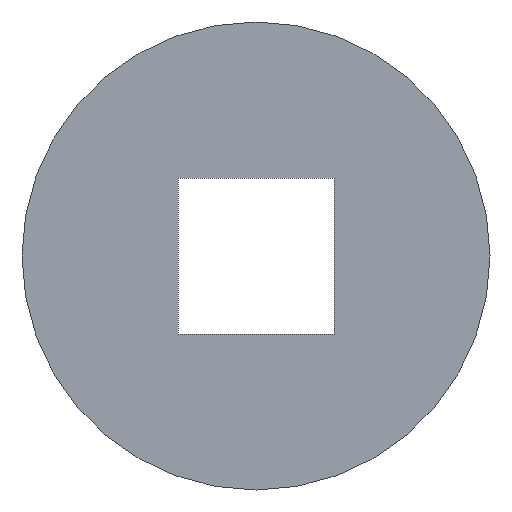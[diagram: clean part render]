
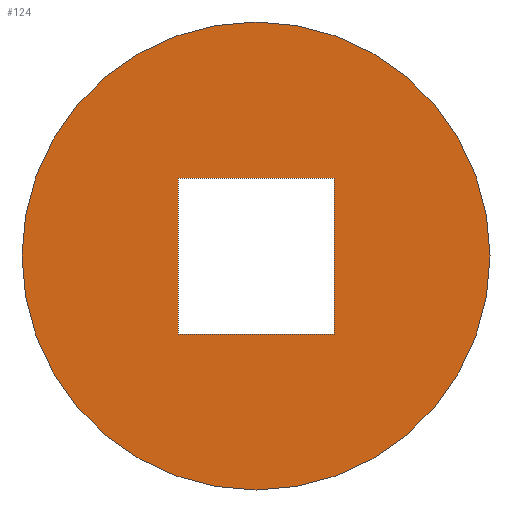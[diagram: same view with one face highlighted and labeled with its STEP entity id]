
A CAD part, front view. The second image highlights one B-rep face of the part: STEP entity #124.
In plain terms, the highlighted planar face has unit normal (0, -1, 0).
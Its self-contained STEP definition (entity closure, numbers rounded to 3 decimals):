
#17=FACE_BOUND('',#54,.T.);
#22=LINE('',#203,#35);
#23=LINE('',#205,#36);
#24=LINE('',#207,#37);
#25=LINE('',#208,#38);
#35=VECTOR('',#167,20.);
#36=VECTOR('',#168,20.);
#37=VECTOR('',#169,20.);
#38=VECTOR('',#170,20.);
#45=FACE_OUTER_BOUND('',#53,.T.);
#53=EDGE_LOOP('',(#92));
#54=EDGE_LOOP('',(#93,#94,#95,#96));
#61=CIRCLE('',#147,30.);
#67=VERTEX_POINT('',#199);
#68=VERTEX_POINT('',#201);
#69=VERTEX_POINT('',#202);
#70=VERTEX_POINT('',#204);
#71=VERTEX_POINT('',#206);
#77=EDGE_CURVE('',#67,#67,#61,.T.);
#78=EDGE_CURVE('',#68,#69,#22,.T.);
#79=EDGE_CURVE('',#69,#70,#23,.T.);
#80=EDGE_CURVE('',#70,#71,#24,.T.);
#81=EDGE_CURVE('',#71,#68,#25,.T.);
#92=ORIENTED_EDGE('',*,*,#77,.F.);
#93=ORIENTED_EDGE('',*,*,#78,.T.);
#94=ORIENTED_EDGE('',*,*,#79,.T.);
#95=ORIENTED_EDGE('',*,*,#80,.T.);
#96=ORIENTED_EDGE('',*,*,#81,.T.);
#118=PLANE('',#146);
#124=ADVANCED_FACE('',(#45,#17),#118,.F.);
#146=AXIS2_PLACEMENT_3D('',#198,#163,#164);
#147=AXIS2_PLACEMENT_3D('',#200,#165,#166);
#163=DIRECTION('center_axis',(0.,1.,0.));
#164=DIRECTION('ref_axis',(0.,0.,1.));
#165=DIRECTION('center_axis',(0.,1.,0.));
#166=DIRECTION('ref_axis',(0.,0.,1.));
#167=DIRECTION('',(0.,0.,-1.));
#168=DIRECTION('',(-1.,0.,0.));
#169=DIRECTION('',(0.,0.,1.));
#170=DIRECTION('',(1.,0.,0.));
#198=CARTESIAN_POINT('Origin',(0.,-3.,0.));
#199=CARTESIAN_POINT('',(0.,-3.,30.));
#200=CARTESIAN_POINT('Origin',(0.,-3.,0.));
#201=CARTESIAN_POINT('',(10.,-3.,10.));
#202=CARTESIAN_POINT('',(10.,-3.,-10.));
#203=CARTESIAN_POINT('',(10.,-3.,10.));
#204=CARTESIAN_POINT('',(-10.,-3.,-10.));
#205=CARTESIAN_POINT('',(10.,-3.,-10.));
#206=CARTESIAN_POINT('',(-10.,-3.,10.));
#207=CARTESIAN_POINT('',(-10.,-3.,-10.));
#208=CARTESIAN_POINT('',(-10.,-3.,10.));
